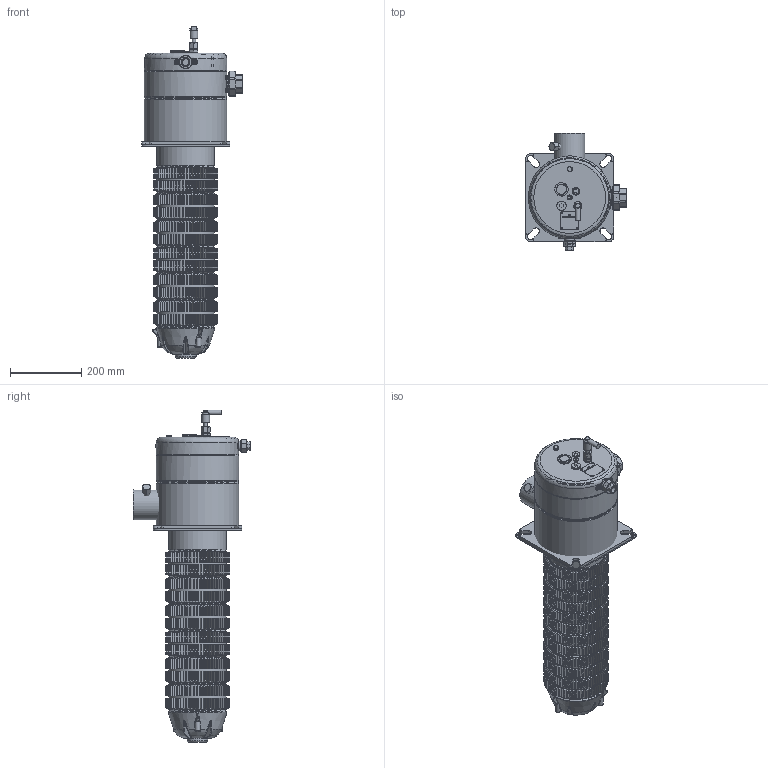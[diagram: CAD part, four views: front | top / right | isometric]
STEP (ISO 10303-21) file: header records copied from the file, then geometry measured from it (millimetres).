
FILE_DESCRIPTION(/* description */ (''),/* implementation_level */ '2;1');
FILE_NAME(/* name */ 'CAD00016509_Shrinkwrap_1.stp',/* time_stamp */ '2021-05-05T11:23:52+02:00',/* author */ ('f.preis'),/* organization */ (''),/* preprocessor_version */ 'ST-DEVELOPER v18.1',/* originating_system */ 'Autodesk Inventor 2021',/* authorisation */ '');
FILE_SCHEMA (('AUTOMOTIVE_DESIGN { 1 0 10303 214 3 1 1 }'));
Products named in the file (1): CAD00016509_Shrinkwrap_1
Bounding box: 283.49 x 330.8 x 933.4 mm (x, y, z)
Volume: 52547538.7 mm3; surface area: 3257094 mm2
Topology: 56 solids, 56 shells, 6731 faces, 17134 edges, 11387 vertices
Faces by surface type: plane 4780, cone 1093, cylinder 408, bspline 385, torus 57, sphere 8
Full cylindrical faces by diameter (mm): 0.5 x1, 2 x4, 2.5 x4, 4.5 x1, 5 x4, 6 x4, 7.323 x1, 8 x3, 8.5 x4, 9 x5, 9.728 x1, 9.73 x4, 10 x9, 11.4 x1, 13 x2, 13.4 x1, 14 x2, 14.5 x1, 15 x1, 15.6 x1, 16 x1, 16.6 x1, 16.66 x1, 16.662 x1, 18 x1, 18.631 x1, 20.955 x1, 21 x1, 21.5 x1, 21.8 x1
Entity records: 214410 total; most frequent: CARTESIAN_POINT 51753, ORIENTED_EDGE 34230, DIRECTION 30045, EDGE_CURVE 17115, VERTEX_POINT 11388, AXIS2_PLACEMENT_3D 10337, LINE 9371, VECTOR 9371
